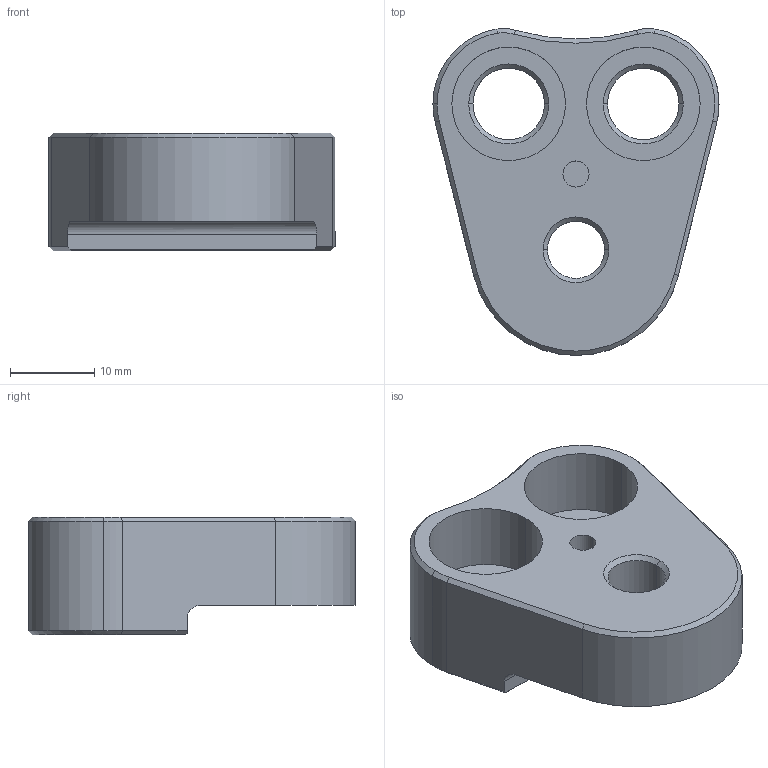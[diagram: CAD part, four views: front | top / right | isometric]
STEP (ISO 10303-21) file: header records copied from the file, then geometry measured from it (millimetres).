
FILE_DESCRIPTION (( 'STEP AP214' ), '1' );
FILE_NAME ('Platine V2.STEP', '2019-08-02T05:56:40', ( '' ), ( '' ), 'SwSTEP 2.0', 'SolidWorks 2015', '' );
FILE_SCHEMA (( 'AUTOMOTIVE_DESIGN' ));
Length unit declared in the file: millimetre
Products named in the file (1): Platine V2
Bounding box: 34 x 38.85 x 14 mm (x, y, z)
Volume: 9374 mm3; surface area: 4518.8 mm2
Topology: 1 solids, 1 shells, 57 faces, 131 edges, 79 vertices
Faces by surface type: cone 23, cylinder 20, plane 14
Entity records: 1675 total; most frequent: DIRECTION 307, CARTESIAN_POINT 274, ORIENTED_EDGE 262, EDGE_CURVE 131, AXIS2_PLACEMENT_3D 120, VERTEX_POINT 79, VECTOR 67, LINE 67
